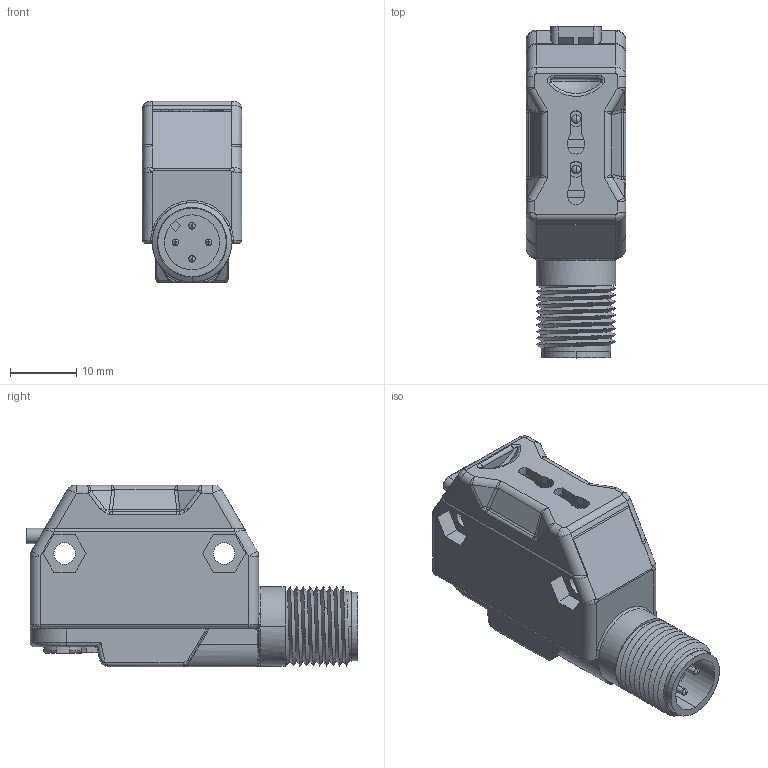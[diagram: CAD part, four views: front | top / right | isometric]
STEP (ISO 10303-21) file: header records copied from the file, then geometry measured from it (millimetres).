
FILE_DESCRIPTION((''),'2;1');
FILE_NAME('139724_SW','2008-05-07T',('banengservice'),('BANNER ENGINEERING'),'PRO/ENGINEER BY PARAMETRIC TECHNOLOGY CORPORATION, 2006170','PRO/ENGINEER BY PARAMETRIC TECHNOLOGY CORPORATION, 2006170','');
FILE_SCHEMA(('CONFIG_CONTROL_DESIGN'));
Length unit declared in the file: inch
Products named in the file (1): 139724_SW
Bounding box: 15 x 50.11 x 27.4 mm (x, y, z)
Volume: 11394.2 mm3; surface area: 6380.2 mm2
Topology: 1 solids, 1 shells, 532 faces, 1312 edges, 797 vertices
Faces by surface type: plane 234, cylinder 153, bspline 99, torus 27, sphere 15, cone 4
Entity records: 24256 total; most frequent: CARTESIAN_POINT 12294, ORIENTED_EDGE 2612, DIRECTION 2278, EDGE_CURVE 1306, VERTEX_POINT 797, AXIS2_PLACEMENT_3D 762, VECTOR 754, LINE 754
